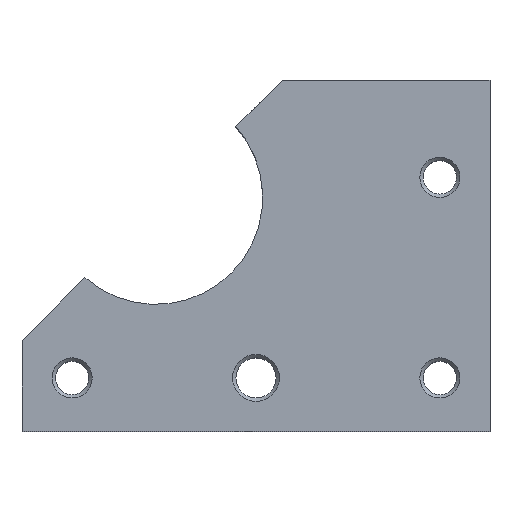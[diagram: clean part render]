
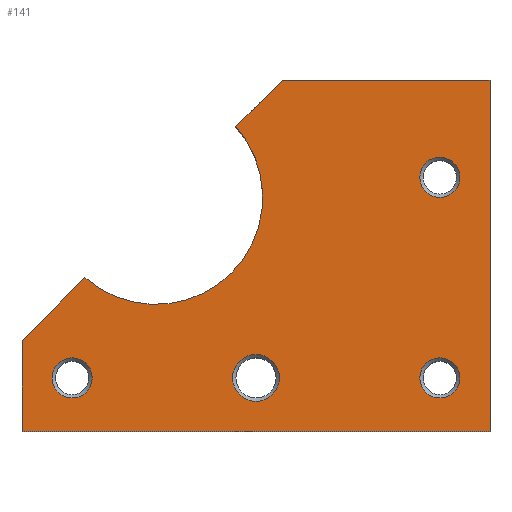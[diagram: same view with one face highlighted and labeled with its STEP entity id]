
A CAD part, top view. The second image highlights one B-rep face of the part: STEP entity #141.
In plain terms, the highlighted planar face has unit normal (0, 0, 1).
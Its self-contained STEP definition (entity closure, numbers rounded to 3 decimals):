
#76=FACE_BOUND('',#198,.T.);
#77=FACE_BOUND('',#199,.T.);
#78=FACE_BOUND('',#200,.T.);
#79=FACE_BOUND('',#201,.T.);
#80=FACE_BOUND('',#202,.T.);
#141=ADVANCED_FACE('',(#76,#77,#78,#79,#80),#176,.F.);
#176=PLANE('',#598);
#198=EDGE_LOOP('',(#326));
#199=EDGE_LOOP('',(#327));
#200=EDGE_LOOP('',(#328));
#201=EDGE_LOOP('',(#329));
#202=EDGE_LOOP('',(#330,#331,#332,#333,#334,#335,#336));
#262=CIRCLE('',#593,3.5);
#263=CIRCLE('',#594,3.);
#264=CIRCLE('',#595,3.);
#265=CIRCLE('',#596,3.);
#266=CIRCLE('',#597,16.);
#326=ORIENTED_EDGE('',*,*,#491,.T.);
#327=ORIENTED_EDGE('',*,*,#492,.T.);
#328=ORIENTED_EDGE('',*,*,#493,.T.);
#329=ORIENTED_EDGE('',*,*,#494,.T.);
#330=ORIENTED_EDGE('',*,*,#471,.F.);
#331=ORIENTED_EDGE('',*,*,#495,.T.);
#332=ORIENTED_EDGE('',*,*,#489,.F.);
#333=ORIENTED_EDGE('',*,*,#485,.F.);
#334=ORIENTED_EDGE('',*,*,#482,.F.);
#335=ORIENTED_EDGE('',*,*,#479,.F.);
#336=ORIENTED_EDGE('',*,*,#475,.F.);
#418=VERTEX_POINT('',#835);
#419=VERTEX_POINT('',#837);
#422=VERTEX_POINT('',#845);
#424=VERTEX_POINT('',#850);
#426=VERTEX_POINT('',#856);
#428=VERTEX_POINT('',#864);
#431=VERTEX_POINT('',#872);
#432=VERTEX_POINT('',#876);
#433=VERTEX_POINT('',#878);
#434=VERTEX_POINT('',#880);
#435=VERTEX_POINT('',#882);
#471=EDGE_CURVE('',#418,#419,#528,.T.);
#475=EDGE_CURVE('',#419,#422,#532,.T.);
#479=EDGE_CURVE('',#422,#424,#536,.T.);
#482=EDGE_CURVE('',#424,#426,#539,.T.);
#485=EDGE_CURVE('',#426,#428,#542,.T.);
#489=EDGE_CURVE('',#428,#431,#544,.T.);
#491=EDGE_CURVE('',#432,#432,#262,.T.);
#492=EDGE_CURVE('',#433,#433,#263,.T.);
#493=EDGE_CURVE('',#434,#434,#264,.T.);
#494=EDGE_CURVE('',#435,#435,#265,.T.);
#495=EDGE_CURVE('',#418,#431,#266,.T.);
#528=LINE('',#836,#557);
#532=LINE('',#844,#561);
#536=LINE('',#852,#565);
#539=LINE('',#858,#568);
#542=LINE('',#863,#571);
#544=LINE('',#871,#573);
#557=VECTOR('',#666,1.);
#561=VECTOR('',#672,1.);
#565=VECTOR('',#678,1.);
#568=VECTOR('',#683,1.);
#571=VECTOR('',#688,1.);
#573=VECTOR('',#696,1.);
#593=AXIS2_PLACEMENT_3D('',#875,#700,#701);
#594=AXIS2_PLACEMENT_3D('',#877,#702,#703);
#595=AXIS2_PLACEMENT_3D('',#879,#704,#705);
#596=AXIS2_PLACEMENT_3D('',#881,#706,#707);
#597=AXIS2_PLACEMENT_3D('',#883,#708,#709);
#598=AXIS2_PLACEMENT_3D('',#884,#710,#711);
#666=DIRECTION('',(0.707,0.707,0.));
#672=DIRECTION('',(1.,0.,0.));
#678=DIRECTION('',(0.,-1.,0.));
#683=DIRECTION('',(-1.,0.,0.));
#688=DIRECTION('',(0.,1.,0.));
#696=DIRECTION('',(0.707,0.707,0.));
#700=DIRECTION('',(0.,0.,-1.));
#701=DIRECTION('',(-1.,0.,0.));
#702=DIRECTION('',(0.,0.,-1.));
#703=DIRECTION('',(-1.,0.,0.));
#704=DIRECTION('',(0.,0.,-1.));
#705=DIRECTION('',(-1.,0.,0.));
#706=DIRECTION('',(0.,0.,-1.));
#707=DIRECTION('',(-1.,0.,0.));
#708=DIRECTION('',(0.,0.,-1.));
#709=DIRECTION('',(1.,0.,0.));
#710=DIRECTION('',(0.,0.,-1.));
#711=DIRECTION('',(-1.,0.,0.));
#835=CARTESIAN_POINT('',(11.999,10.584,100.));
#836=CARTESIAN_POINT('',(-20.,-21.414,100.));
#837=CARTESIAN_POINT('',(18.914,17.5,100.));
#844=CARTESIAN_POINT('',(18.914,17.5,100.));
#845=CARTESIAN_POINT('',(50.,17.5,100.));
#850=CARTESIAN_POINT('',(50.,-35.,100.));
#852=CARTESIAN_POINT('',(50.,17.5,100.));
#856=CARTESIAN_POINT('',(-20.,-35.,100.));
#858=CARTESIAN_POINT('',(50.,-35.,100.));
#863=CARTESIAN_POINT('',(-20.,-32.5,100.));
#864=CARTESIAN_POINT('',(-20.,-21.414,100.));
#871=CARTESIAN_POINT('',(-20.,-21.414,100.));
#872=CARTESIAN_POINT('',(-10.584,-11.999,100.));
#875=CARTESIAN_POINT('',(15.,-27.,100.));
#876=CARTESIAN_POINT('',(11.5,-27.,100.));
#877=CARTESIAN_POINT('',(42.5,3.,100.));
#878=CARTESIAN_POINT('',(39.5,3.,100.));
#879=CARTESIAN_POINT('',(42.5,-27.,100.));
#880=CARTESIAN_POINT('',(39.5,-27.,100.));
#881=CARTESIAN_POINT('',(-12.5,-27.,100.));
#882=CARTESIAN_POINT('',(-15.5,-27.,100.));
#883=CARTESIAN_POINT('',(0.,0.,100.));
#884=CARTESIAN_POINT('',(0.,0.,100.));
